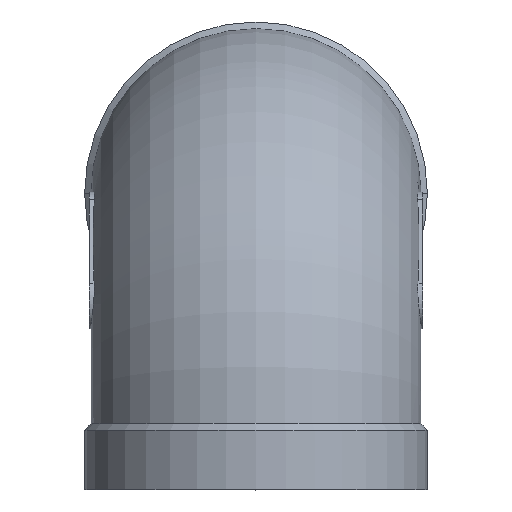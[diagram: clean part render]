
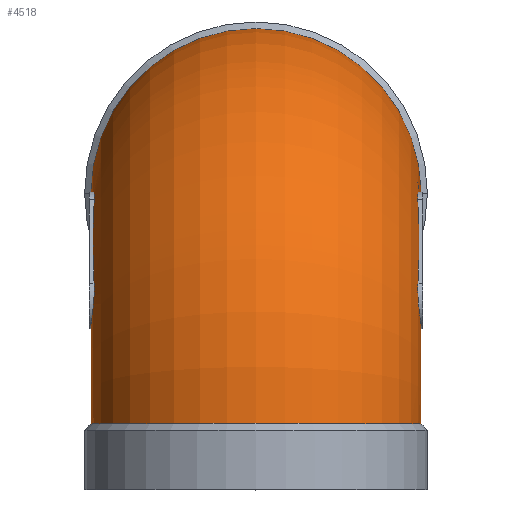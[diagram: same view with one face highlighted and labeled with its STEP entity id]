
A CAD part, top view. The second image highlights one B-rep face of the part: STEP entity #4518.
In plain terms, the highlighted toroidal (fillet/blend) face has major radius 35 mm and minor radius 25 mm.
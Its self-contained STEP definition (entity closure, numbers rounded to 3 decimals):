
#4303=CARTESIAN_POINT('Vertex',(-25.,-35.,45.)) ;
#4347=CARTESIAN_POINT('Vertex',(25.,-35.,45.)) ;
#4372=CARTESIAN_POINT('Axis2P3D Location',(0.,-35.,45.)) ;
#4384=CARTESIAN_POINT('Axis2P3D Location',(0.,-35.,10.)) ;
#4389=CARTESIAN_POINT('Axis2P3D Location',(25.,-35.,10.)) ;
#4393=CARTESIAN_POINT('Vertex',(25.,0.,10.)) ;
#4395=CARTESIAN_POINT('Vertex',(25.,-2.959,24.084)) ;
#4398=CARTESIAN_POINT('Axis2P3D Location',(0.,0.,10.)) ;
#4402=CARTESIAN_POINT('Vertex',(-25.,0.,10.)) ;
#4405=CARTESIAN_POINT('Axis2P3D Location',(-25.,-35.,10.)) ;
#4409=CARTESIAN_POINT('Vertex',(-25.,-2.959,24.084)) ;
#4413=CARTESIAN_POINT('Control Point',(-24.525,-1.015,30.814)) ;
#4414=CARTESIAN_POINT('Control Point',(-24.5,-0.64,30.439)) ;
#4415=CARTESIAN_POINT('Control Point',(-24.49,-0.324,29.998)) ;
#4416=CARTESIAN_POINT('Control Point',(-24.497,-0.086,29.507)) ;
#4417=CARTESIAN_POINT('Control Point',(-24.551,0.248,28.353)) ;
#4418=CARTESIAN_POINT('Control Point',(-24.662,0.153,27.18)) ;
#4419=CARTESIAN_POINT('Control Point',(-24.732,-0.027,26.566)) ;
#4420=CARTESIAN_POINT('Control Point',(-24.861,-0.57,25.508)) ;
#4421=CARTESIAN_POINT('Control Point',(-24.954,-1.435,24.72)) ;
#4422=CARTESIAN_POINT('Control Point',(-24.985,-1.908,24.419)) ;
#4423=CARTESIAN_POINT('Control Point',(-25.,-2.423,24.206)) ;
#4424=CARTESIAN_POINT('Control Point',(-25.,-2.959,24.084)) ;
#4425=CARTESIAN_POINT('Vertex',(-24.525,-1.015,30.814)) ;
#4429=CARTESIAN_POINT('Control Point',(-24.525,-1.015,30.814)) ;
#4430=CARTESIAN_POINT('Control Point',(-24.734,-4.219,34.018)) ;
#4431=CARTESIAN_POINT('Control Point',(-24.749,-7.382,37.181)) ;
#4432=CARTESIAN_POINT('Control Point',(-24.742,-10.542,40.341)) ;
#4433=CARTESIAN_POINT('Control Point',(-24.552,-13.743,43.542)) ;
#4434=CARTESIAN_POINT('Vertex',(-24.552,-13.743,43.542)) ;
#4438=CARTESIAN_POINT('Control Point',(-24.552,-13.743,43.542)) ;
#4439=CARTESIAN_POINT('Control Point',(-24.531,-14.107,43.906)) ;
#4440=CARTESIAN_POINT('Control Point',(-24.522,-14.534,44.215)) ;
#4441=CARTESIAN_POINT('Control Point',(-24.53,-15.008,44.45)) ;
#4442=CARTESIAN_POINT('Control Point',(-24.581,-16.135,44.794)) ;
#4443=CARTESIAN_POINT('Control Point',(-24.686,-17.288,44.725)) ;
#4444=CARTESIAN_POINT('Control Point',(-24.752,-17.9,44.561)) ;
#4445=CARTESIAN_POINT('Control Point',(-24.872,-18.943,44.057)) ;
#4446=CARTESIAN_POINT('Control Point',(-24.958,-19.738,43.241)) ;
#4447=CARTESIAN_POINT('Control Point',(-24.987,-20.043,42.803)) ;
#4448=CARTESIAN_POINT('Control Point',(-25.,-20.271,42.321)) ;
#4449=CARTESIAN_POINT('Control Point',(-25.,-20.416,41.817)) ;
#4450=CARTESIAN_POINT('Vertex',(-25.,-20.416,41.817)) ;
#4453=CARTESIAN_POINT('Axis2P3D Location',(-25.,-35.,10.)) ;
#4458=CARTESIAN_POINT('Axis2P3D Location',(25.,-35.,10.)) ;
#4462=CARTESIAN_POINT('Vertex',(25.,-20.416,41.817)) ;
#4466=CARTESIAN_POINT('Control Point',(24.552,-13.743,43.542)) ;
#4467=CARTESIAN_POINT('Control Point',(24.524,-14.226,44.025)) ;
#4468=CARTESIAN_POINT('Control Point',(24.518,-14.818,44.41)) ;
#4469=CARTESIAN_POINT('Control Point',(24.543,-15.487,44.656)) ;
#4470=CARTESIAN_POINT('Control Point',(24.622,-16.611,44.809)) ;
#4471=CARTESIAN_POINT('Control Point',(24.73,-17.683,44.59)) ;
#4472=CARTESIAN_POINT('Control Point',(24.774,-18.083,44.452)) ;
#4473=CARTESIAN_POINT('Control Point',(24.874,-18.966,44.01)) ;
#4474=CARTESIAN_POINT('Control Point',(24.952,-19.676,43.327)) ;
#4475=CARTESIAN_POINT('Control Point',(24.985,-20.013,42.866)) ;
#4476=CARTESIAN_POINT('Control Point',(25.,-20.261,42.355)) ;
#4477=CARTESIAN_POINT('Control Point',(25.,-20.416,41.817)) ;
#4478=CARTESIAN_POINT('Vertex',(24.552,-13.743,43.542)) ;
#4482=CARTESIAN_POINT('Control Point',(24.525,-1.015,30.814)) ;
#4483=CARTESIAN_POINT('Control Point',(24.734,-4.213,34.012)) ;
#4484=CARTESIAN_POINT('Control Point',(24.749,-7.381,37.18)) ;
#4485=CARTESIAN_POINT('Control Point',(24.742,-10.547,40.346)) ;
#4486=CARTESIAN_POINT('Control Point',(24.552,-13.743,43.542)) ;
#4487=CARTESIAN_POINT('Vertex',(24.525,-1.015,30.814)) ;
#4491=CARTESIAN_POINT('Control Point',(24.525,-1.015,30.814)) ;
#4492=CARTESIAN_POINT('Control Point',(24.493,-0.532,30.331)) ;
#4493=CARTESIAN_POINT('Control Point',(24.485,-0.147,29.74)) ;
#4494=CARTESIAN_POINT('Control Point',(24.509,0.099,29.071)) ;
#4495=CARTESIAN_POINT('Control Point',(24.587,0.252,27.948)) ;
#4496=CARTESIAN_POINT('Control Point',(24.698,0.035,26.877)) ;
#4497=CARTESIAN_POINT('Control Point',(24.744,-0.103,26.478)) ;
#4498=CARTESIAN_POINT('Control Point',(24.854,-0.564,25.552)) ;
#4499=CARTESIAN_POINT('Control Point',(24.944,-1.29,24.816)) ;
#4500=CARTESIAN_POINT('Control Point',(24.982,-1.801,24.465)) ;
#4501=CARTESIAN_POINT('Control Point',(25.,-2.367,24.218)) ;
#4502=CARTESIAN_POINT('Control Point',(25.,-2.959,24.084)) ;
#4373=DIRECTION('Axis2P3D Direction',(0.,-1.,0.)) ;
#4385=DIRECTION('Axis2P3D Direction',(1.,0.,0.)) ;
#4386=DIRECTION('Axis2P3D XDirection',(0.,1.,0.)) ;
#4390=DIRECTION('Axis2P3D Direction',(1.,0.,0.)) ;
#4399=DIRECTION('Axis2P3D Direction',(0.,0.,-1.)) ;
#4406=DIRECTION('Axis2P3D Direction',(1.,0.,0.)) ;
#4454=DIRECTION('Axis2P3D Direction',(1.,0.,0.)) ;
#4459=DIRECTION('Axis2P3D Direction',(1.,0.,0.)) ;
#4374=AXIS2_PLACEMENT_3D('Circle Axis2P3D',#4372,#4373,$) ;
#4387=AXIS2_PLACEMENT_3D('Torus Axis2P3D',#4384,#4385,#4386) ;
#4391=AXIS2_PLACEMENT_3D('Circle Axis2P3D',#4389,#4390,$) ;
#4400=AXIS2_PLACEMENT_3D('Circle Axis2P3D',#4398,#4399,$) ;
#4407=AXIS2_PLACEMENT_3D('Circle Axis2P3D',#4405,#4406,$) ;
#4455=AXIS2_PLACEMENT_3D('Circle Axis2P3D',#4453,#4454,$) ;
#4460=AXIS2_PLACEMENT_3D('Circle Axis2P3D',#4458,#4459,$) ;
#4505=ORIENTED_EDGE('',*,*,#4397,.F.) ;
#4506=ORIENTED_EDGE('',*,*,#4404,.F.) ;
#4507=ORIENTED_EDGE('',*,*,#4411,.T.) ;
#4508=ORIENTED_EDGE('',*,*,#4427,.F.) ;
#4509=ORIENTED_EDGE('',*,*,#4436,.T.) ;
#4510=ORIENTED_EDGE('',*,*,#4452,.T.) ;
#4511=ORIENTED_EDGE('',*,*,#4457,.T.) ;
#4512=ORIENTED_EDGE('',*,*,#4376,.F.) ;
#4513=ORIENTED_EDGE('',*,*,#4464,.F.) ;
#4514=ORIENTED_EDGE('',*,*,#4480,.F.) ;
#4515=ORIENTED_EDGE('',*,*,#4489,.F.) ;
#4516=ORIENTED_EDGE('',*,*,#4503,.T.) ;
#4518=ADVANCED_FACE('Corps principal',(#4517),#4388,.T.) ;
#4412=B_SPLINE_CURVE_WITH_KNOTS('',5,(#4413,#4414,#4415,#4416,#4417,#4418,#4419,#4420,#4421,#4422,#4423,#4424),.UNSPECIFIED.,.F.,.U.,(6,3,3,6),(0.,4.252,9.488,14.247),.UNSPECIFIED.) ;
#4428=B_SPLINE_CURVE_WITH_KNOTS('',4,(#4429,#4430,#4431,#4432,#4433),.UNSPECIFIED.,.F.,.U.,(5,5),(0.,29.084),.UNSPECIFIED.) ;
#4437=B_SPLINE_CURVE_WITH_KNOTS('',5,(#4438,#4439,#4440,#4441,#4442,#4443,#4444,#4445,#4446,#4447,#4448,#4449),.UNSPECIFIED.,.F.,.U.,(6,3,3,6),(0.,4.141,9.329,13.877),.UNSPECIFIED.) ;
#4465=B_SPLINE_CURVE_WITH_KNOTS('',5,(#4466,#4467,#4468,#4469,#4470,#4471,#4472,#4473,#4474,#4475,#4476,#4477),.UNSPECIFIED.,.F.,.U.,(6,3,3,6),(0.,4.578,7.485,11.445),.UNSPECIFIED.) ;
#4481=B_SPLINE_CURVE_WITH_KNOTS('',4,(#4482,#4483,#4484,#4485,#4486),.UNSPECIFIED.,.F.,.U.,(5,5),(0.,24.192),.UNSPECIFIED.) ;
#4490=B_SPLINE_CURVE_WITH_KNOTS('',5,(#4491,#4492,#4493,#4494,#4495,#4496,#4497,#4498,#4499,#4500,#4501,#4502),.UNSPECIFIED.,.F.,.U.,(6,3,3,6),(0.,4.566,7.463,11.753),.UNSPECIFIED.) ;
#4375=CIRCLE('generated circle',#4374,25.) ;
#4392=CIRCLE('generated circle',#4391,35.) ;
#4401=CIRCLE('generated circle',#4400,25.) ;
#4408=CIRCLE('generated circle',#4407,35.) ;
#4456=CIRCLE('generated circle',#4455,35.) ;
#4461=CIRCLE('generated circle',#4460,35.) ;
#4388=TOROIDAL_SURFACE('homeo Torus',#4387,35.,25.) ;
#4376=EDGE_CURVE('',#4348,#4304,#4375,.T.) ;
#4397=EDGE_CURVE('',#4394,#4396,#4392,.T.) ;
#4404=EDGE_CURVE('',#4403,#4394,#4401,.T.) ;
#4411=EDGE_CURVE('',#4403,#4410,#4408,.T.) ;
#4427=EDGE_CURVE('',#4426,#4410,#4412,.T.) ;
#4436=EDGE_CURVE('',#4426,#4435,#4428,.T.) ;
#4452=EDGE_CURVE('',#4435,#4451,#4437,.T.) ;
#4457=EDGE_CURVE('',#4451,#4304,#4456,.T.) ;
#4464=EDGE_CURVE('',#4463,#4348,#4461,.T.) ;
#4480=EDGE_CURVE('',#4479,#4463,#4465,.T.) ;
#4489=EDGE_CURVE('',#4488,#4479,#4481,.T.) ;
#4503=EDGE_CURVE('',#4488,#4396,#4490,.T.) ;
#4504=EDGE_LOOP('',(#4505,#4506,#4507,#4508,#4509,#4510,#4511,#4512,#4513,#4514,#4515,#4516)) ;
#4517=FACE_OUTER_BOUND('',#4504,.T.) ;
#4304=VERTEX_POINT('',#4303) ;
#4348=VERTEX_POINT('',#4347) ;
#4394=VERTEX_POINT('',#4393) ;
#4396=VERTEX_POINT('',#4395) ;
#4403=VERTEX_POINT('',#4402) ;
#4410=VERTEX_POINT('',#4409) ;
#4426=VERTEX_POINT('',#4425) ;
#4435=VERTEX_POINT('',#4434) ;
#4451=VERTEX_POINT('',#4450) ;
#4463=VERTEX_POINT('',#4462) ;
#4479=VERTEX_POINT('',#4478) ;
#4488=VERTEX_POINT('',#4487) ;
